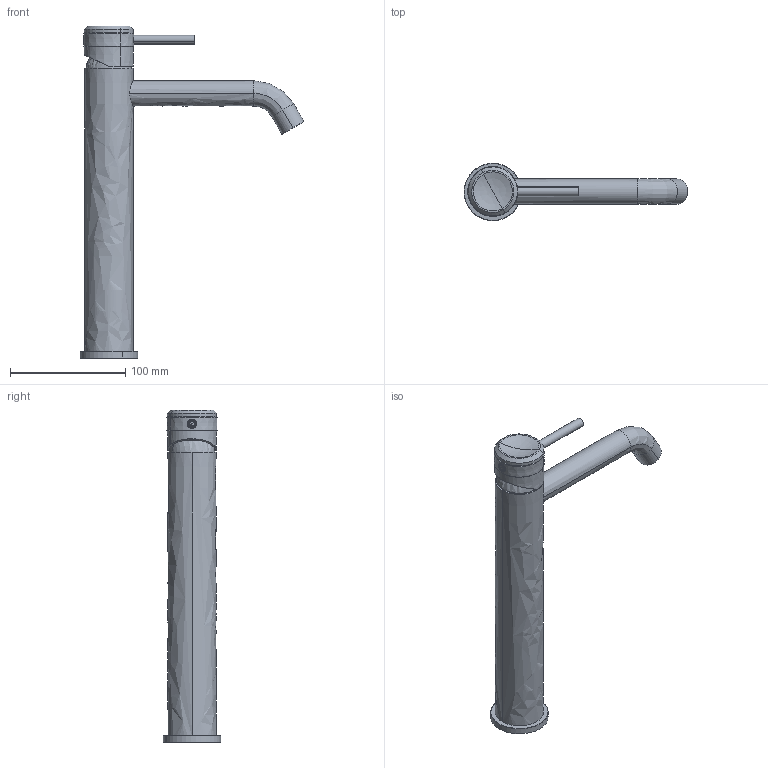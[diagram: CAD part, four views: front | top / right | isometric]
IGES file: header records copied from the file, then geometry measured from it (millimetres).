
Start section: START RECORD GO HERE.
Global section: file name: CR203540.igs; native system: DASSAULT SYSTEMES CATIA Version 5-6 Release 2020 - www.3ds.com; preprocessor: V5-6R2020_5.30.2.0.05-20-2020.20.00; author: ute04; organization: CISALNT1; date: 20201209.162355; units: millimetre
Bounding box: 194.52 x 49.99 x 288.55 mm (x, y, z)
Surface area: 73309.3 mm2 (no closed solid volume)
Topology: 0 solids, 0 shells, 243 faces, 1154 edges, 1148 vertices
Faces by surface type: revolution 169, plane 66, bspline 8
